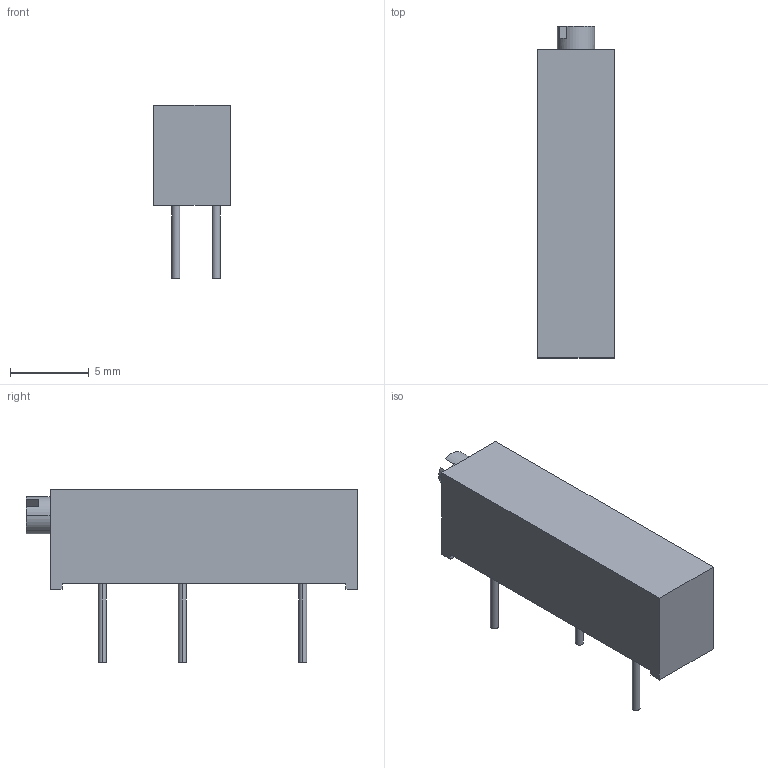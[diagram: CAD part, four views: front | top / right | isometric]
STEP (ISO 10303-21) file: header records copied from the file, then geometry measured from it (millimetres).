
FILE_DESCRIPTION (( 'STEP AP214' ), '1' );
FILE_NAME ('RES_ADJ_TH_3006P_1_504.step', '2022-07-28T10:26:34', ( '' ), ( '' ), 'SwSTEP 2.0', 'SolidWorks 2020', '' );
FILE_SCHEMA (( 'AUTOMOTIVE_DESIGN' ));
Length unit declared in the file: millimetre
Products named in the file (1): RES_ADJ_TH_3006P_1_504
Bounding box: 4.83 x 21.02 x 10.99 mm (x, y, z)
Volume: 575.3 mm3; surface area: 527 mm2
Topology: 4 solids, 4 shells, 253 faces, 675 edges, 450 vertices
Faces by surface type: plane 147, bspline 98, cylinder 8
Entity records: 11020 total; most frequent: CARTESIAN_POINT 2685, ORIENTED_EDGE 1350, DIRECTION 807, EDGE_CURVE 675, VECTOR 455, LINE 455, VERTEX_POINT 450, EDGE_LOOP 273
